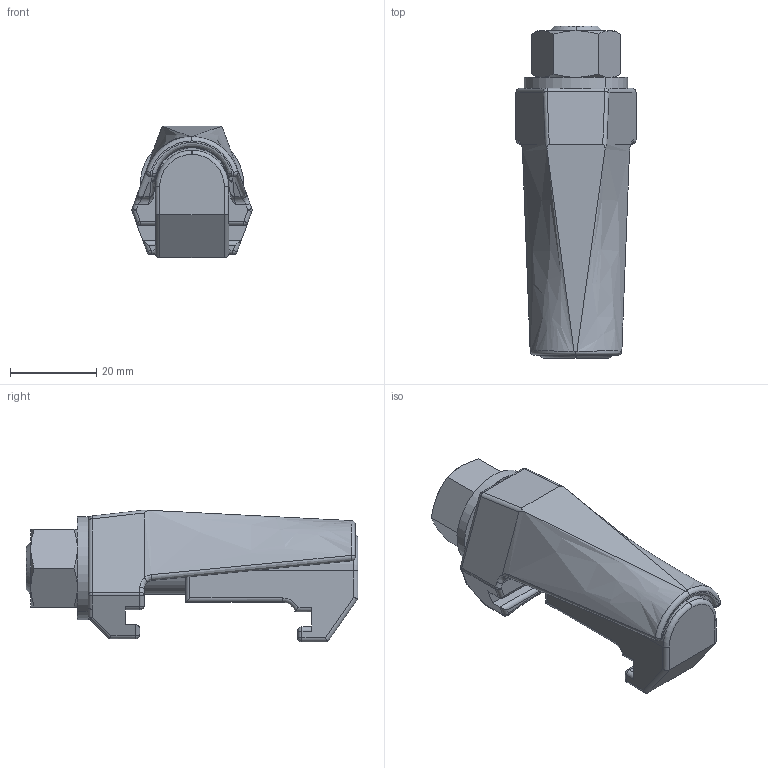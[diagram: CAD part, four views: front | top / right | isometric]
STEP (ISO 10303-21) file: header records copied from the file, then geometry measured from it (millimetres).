
FILE_DESCRIPTION (( 'STEP AP214' ), '1' );
FILE_NAME ('320BKL500.stp', '2017-11-27T11:01:06', ( '' ), ( '' ), 'SwSTEP 2.0', 'SolidWorks 2015', '' );
FILE_SCHEMA (( 'AUTOMOTIVE_DESIGN' ));
Length unit declared in the file: millimetre
Products named in the file (1): 320BKL500
Bounding box: 27.87 x 77 x 30.6 mm (x, y, z)
Volume: 28714.8 mm3; surface area: 13019.6 mm2
Topology: 4 solids, 4 shells, 174 faces, 406 edges, 221 vertices
Faces by surface type: cylinder 67, plane 39, bspline 22, sphere 20, cone 18, torus 8
Entity records: 7710 total; most frequent: CARTESIAN_POINT 2081, ORIENTED_EDGE 772, DIRECTION 749, EDGE_CURVE 386, AXIS2_PLACEMENT_3D 297, VERTEX_POINT 221, EDGE_LOOP 181, UNCERTAINTY_MEASURE_WITH_UNIT 180
